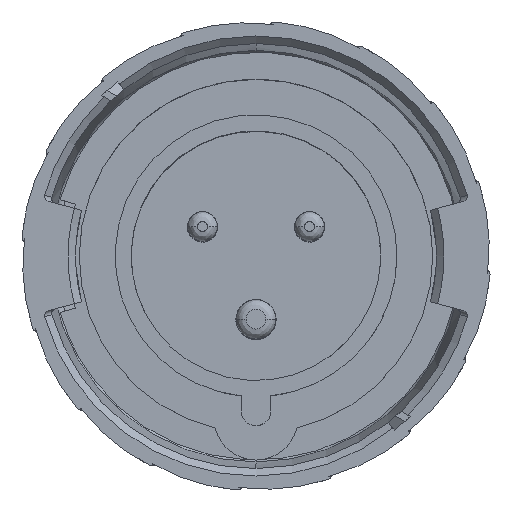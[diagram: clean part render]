
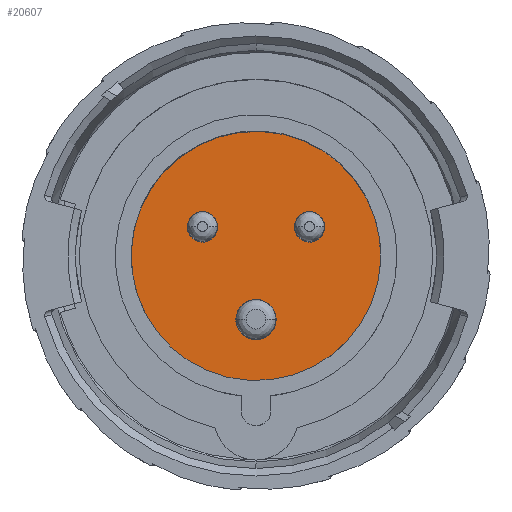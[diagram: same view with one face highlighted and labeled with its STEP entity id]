
A CAD part, top view. The second image highlights one B-rep face of the part: STEP entity #20607.
In plain terms, the highlighted planar face has unit normal (0, 0, 1).
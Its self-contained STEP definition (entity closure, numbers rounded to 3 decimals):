
#20018=CARTESIAN_POINT('',(0.,0.,2.8));
#20019=DIRECTION('',(0.,0.,-1.));
#20020=DIRECTION('',(0.737,-0.676,0.));
#20021=AXIS2_PLACEMENT_3D('',#20018,#20019,#20020);
#20023=CARTESIAN_POINT('',(0.,0.,2.8));
#20024=DIRECTION('',(0.,0.,-1.));
#20025=DIRECTION('',(-0.737,0.676,0.));
#20026=AXIS2_PLACEMENT_3D('',#20023,#20024,#20025);
#20028=CARTESIAN_POINT('',(0.,-12.85,2.8));
#20029=DIRECTION('',(0.,0.,1.));
#20030=DIRECTION('',(-0.676,-0.737,0.));
#20031=AXIS2_PLACEMENT_3D('',#20028,#20029,#20030);
#20033=CARTESIAN_POINT('',(0.,-12.85,2.8));
#20034=DIRECTION('',(0.,0.,1.));
#20035=DIRECTION('',(0.676,0.737,0.));
#20036=AXIS2_PLACEMENT_3D('',#20033,#20034,#20035);
#20038=CARTESIAN_POINT('',(10.825,5.9,2.8));
#20039=DIRECTION('',(0.,0.,1.));
#20040=DIRECTION('',(-0.676,-0.737,0.));
#20041=AXIS2_PLACEMENT_3D('',#20038,#20039,#20040);
#20043=CARTESIAN_POINT('',(10.825,5.9,2.8));
#20044=DIRECTION('',(0.,0.,1.));
#20045=DIRECTION('',(0.676,0.737,0.));
#20046=AXIS2_PLACEMENT_3D('',#20043,#20044,#20045);
#20048=CARTESIAN_POINT('',(-10.825,5.9,2.8));
#20049=DIRECTION('',(0.,0.,1.));
#20050=DIRECTION('',(-0.676,-0.737,0.));
#20051=AXIS2_PLACEMENT_3D('',#20048,#20049,#20050);
#20053=CARTESIAN_POINT('',(-10.825,5.9,2.8));
#20054=DIRECTION('',(0.,0.,1.));
#20055=DIRECTION('',(0.676,0.737,0.));
#20056=AXIS2_PLACEMENT_3D('',#20053,#20054,#20055);
#20112=CARTESIAN_POINT('',(18.606,-17.05,2.8));
#20114=VERTEX_POINT('',#20112);
#20116=CARTESIAN_POINT('',(-18.606,17.05,2.8));
#20117=VERTEX_POINT('',#20116);
#20180=CARTESIAN_POINT('',(-2.753,-15.854,2.8));
#20181=CARTESIAN_POINT('',(2.753,-9.846,2.8));
#20182=VERTEX_POINT('',#20180);
#20183=VERTEX_POINT('',#20181);
#20184=CARTESIAN_POINT('',(8.748,3.633,2.8));
#20185=CARTESIAN_POINT('',(12.903,8.167,2.8));
#20186=VERTEX_POINT('',#20184);
#20187=VERTEX_POINT('',#20185);
#20188=CARTESIAN_POINT('',(-12.903,3.633,2.8));
#20189=CARTESIAN_POINT('',(-8.748,8.167,2.8));
#20190=VERTEX_POINT('',#20188);
#20191=VERTEX_POINT('',#20189);
#20580=CARTESIAN_POINT('',(0.,0.,2.8));
#20581=DIRECTION('',(0.,0.,1.));
#20582=DIRECTION('',(0.737,-0.676,0.));
#20583=AXIS2_PLACEMENT_3D('',#20580,#20581,#20582);
#20584=PLANE('',#20583);
#20585=ORIENTED_EDGE('',*,*,#20229,.T.);
#20586=ORIENTED_EDGE('',*,*,#20211,.T.);
#20587=EDGE_LOOP('',(#20585,#20586));
#20588=FACE_OUTER_BOUND('',#20587,.F.);
#20590=ORIENTED_EDGE('',*,*,#20589,.T.);
#20592=ORIENTED_EDGE('',*,*,#20591,.T.);
#20593=EDGE_LOOP('',(#20590,#20592));
#20594=FACE_BOUND('',#20593,.F.);
#20596=ORIENTED_EDGE('',*,*,#20595,.T.);
#20598=ORIENTED_EDGE('',*,*,#20597,.T.);
#20599=EDGE_LOOP('',(#20596,#20598));
#20600=FACE_BOUND('',#20599,.F.);
#20602=ORIENTED_EDGE('',*,*,#20601,.T.);
#20604=ORIENTED_EDGE('',*,*,#20603,.T.);
#20605=EDGE_LOOP('',(#20602,#20604));
#20606=FACE_BOUND('',#20605,.F.);
#20607=ADVANCED_FACE('',(#20588,#20594,#20600,#20606),#20584,.T.);
#20022=CIRCLE('',#20021,25.236);
#20027=CIRCLE('',#20026,25.236);
#20032=CIRCLE('',#20031,4.075);
#20037=CIRCLE('',#20036,4.075);
#20042=CIRCLE('',#20041,3.075);
#20047=CIRCLE('',#20046,3.075);
#20052=CIRCLE('',#20051,3.075);
#20057=CIRCLE('',#20056,3.075);
#20211=EDGE_CURVE('',#20117,#20114,#20027,.T.);
#20229=EDGE_CURVE('',#20114,#20117,#20022,.T.);
#20589=EDGE_CURVE('',#20182,#20183,#20032,.T.);
#20591=EDGE_CURVE('',#20183,#20182,#20037,.T.);
#20595=EDGE_CURVE('',#20186,#20187,#20042,.T.);
#20597=EDGE_CURVE('',#20187,#20186,#20047,.T.);
#20601=EDGE_CURVE('',#20190,#20191,#20052,.T.);
#20603=EDGE_CURVE('',#20191,#20190,#20057,.T.);
